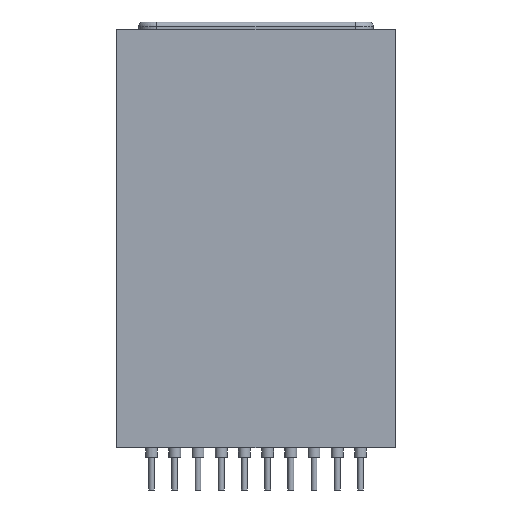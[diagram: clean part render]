
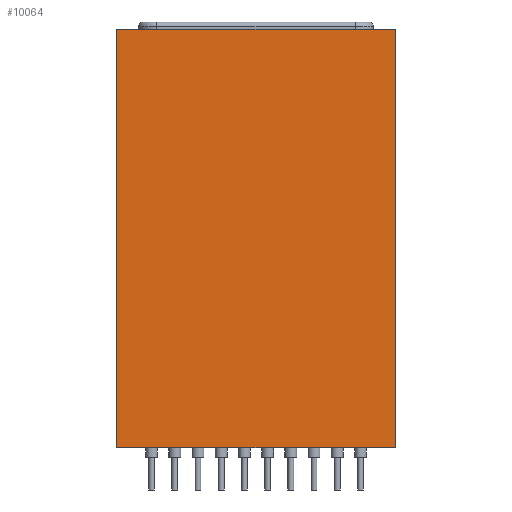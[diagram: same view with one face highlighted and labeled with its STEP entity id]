
A CAD part, front view. The second image highlights one B-rep face of the part: STEP entity #10064.
In plain terms, the highlighted planar face has unit normal (0, -1, 0).
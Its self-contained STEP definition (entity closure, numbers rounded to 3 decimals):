
#38=LINE($,#16211,#918);
#39=LINE($,#16214,#919);
#40=LINE($,#16216,#920);
#41=LINE($,#16217,#921);
#918=VECTOR($,#13085,45.8);
#919=VECTOR($,#13088,30.5);
#920=VECTOR($,#13089,30.5);
#921=VECTOR($,#13090,45.8);
#2131=PLANE($,#11493);
#3056=FACE_OUTER_BOUND($,#4005,.T.);
#4005=EDGE_LOOP($,(#7535,#7536,#7537,#7538));
#5246=VERTEX_POINT($,#16205);
#5248=VERTEX_POINT($,#16209);
#5249=VERTEX_POINT($,#16213);
#5250=VERTEX_POINT($,#16215);
#6160=EDGE_CURVE($,#5246,#5248,#38,.T.);
#6161=EDGE_CURVE($,#5246,#5249,#39,.T.);
#6162=EDGE_CURVE($,#5250,#5248,#40,.T.);
#6163=EDGE_CURVE($,#5249,#5250,#41,.T.);
#7535=ORIENTED_EDGE($,*,*,#6161,.F.);
#7536=ORIENTED_EDGE($,*,*,#6160,.T.);
#7537=ORIENTED_EDGE($,*,*,#6162,.F.);
#7538=ORIENTED_EDGE($,*,*,#6163,.F.);
#10064=ADVANCED_FACE($,(#3056),#2131,.T.);
#11493=AXIS2_PLACEMENT_3D($,#16212,#13086,#13087);
#13085=DIRECTION($,(0.,0.,1.));
#13086=DIRECTION('center_axis',(0.,-1.,0.));
#13087=DIRECTION('ref_axis',(1.,0.,0.));
#13088=DIRECTION($,(-1.,0.,0.));
#13089=DIRECTION($,(1.,0.,0.));
#13090=DIRECTION($,(0.,0.,1.));
#16205=CARTESIAN_POINT('',(15.25,-15.25,1.));
#16209=CARTESIAN_POINT('',(15.25,-15.25,46.8));
#16211=CARTESIAN_POINT($,(15.25,-15.25,1.));
#16212=CARTESIAN_POINT('Origin',(-15.25,-15.25,1.));
#16213=CARTESIAN_POINT('',(-15.25,-15.25,1.));
#16214=CARTESIAN_POINT($,(15.25,-15.25,1.));
#16215=CARTESIAN_POINT('',(-15.25,-15.25,46.8));
#16216=CARTESIAN_POINT($,(15.25,-15.25,46.8));
#16217=CARTESIAN_POINT($,(-15.25,-15.25,1.));
